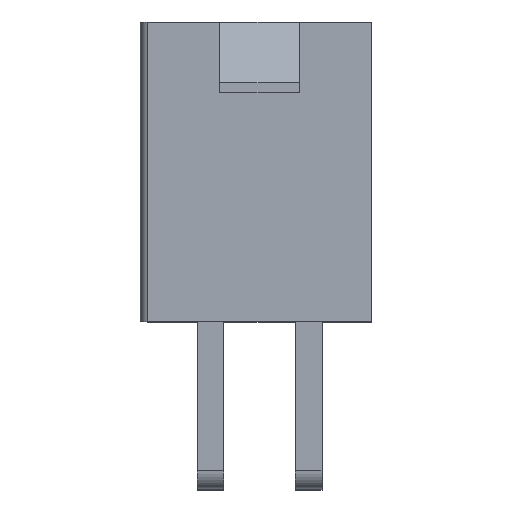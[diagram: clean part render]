
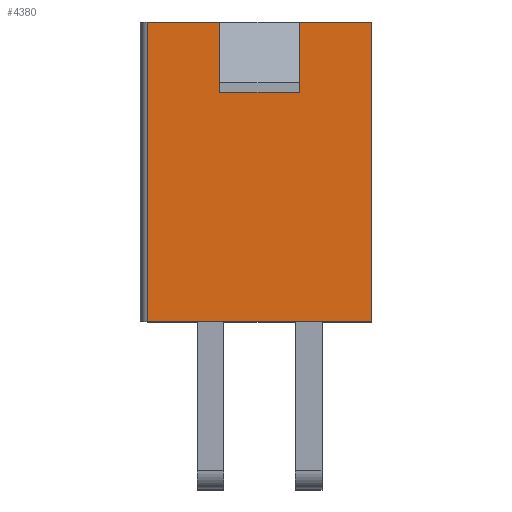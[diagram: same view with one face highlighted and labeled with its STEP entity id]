
A CAD part, top view. The second image highlights one B-rep face of the part: STEP entity #4380.
In plain terms, the highlighted planar face has unit normal (0, 0, 1).
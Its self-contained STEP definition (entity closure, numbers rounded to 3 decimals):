
#395=ORIENTED_EDGE('',*,*,#1146,.F.);
#396=ORIENTED_EDGE('',*,*,#1147,.F.);
#397=ORIENTED_EDGE('',*,*,#1150,.F.);
#398=ORIENTED_EDGE('',*,*,#1200,.F.);
#399=ORIENTED_EDGE('',*,*,#1199,.T.);
#400=ORIENTED_EDGE('',*,*,#1201,.T.);
#401=ORIENTED_EDGE('',*,*,#1194,.F.);
#402=ORIENTED_EDGE('',*,*,#1202,.F.);
#1146=EDGE_CURVE('',#1539,#1538,#1851,.T.);
#1147=EDGE_CURVE('',#1540,#1539,#1852,.T.);
#1150=EDGE_CURVE('',#1541,#1540,#1855,.T.);
#1194=EDGE_CURVE('',#1573,#1574,#1899,.T.);
#1199=EDGE_CURVE('',#1575,#1576,#1904,.T.);
#1200=EDGE_CURVE('',#1575,#1541,#1905,.T.);
#1201=EDGE_CURVE('',#1576,#1574,#1906,.T.);
#1202=EDGE_CURVE('',#1538,#1573,#1907,.T.);
#1538=VERTEX_POINT('',#5899);
#1539=VERTEX_POINT('',#5901);
#1540=VERTEX_POINT('',#5905);
#1541=VERTEX_POINT('',#5909);
#1573=VERTEX_POINT('',#5998);
#1574=VERTEX_POINT('',#6000);
#1575=VERTEX_POINT('',#6005);
#1576=VERTEX_POINT('',#6007);
#1851=LINE('',#5902,#2260);
#1852=LINE('',#5904,#2261);
#1855=LINE('',#5910,#2264);
#1899=LINE('',#5999,#2308);
#1904=LINE('',#6008,#2313);
#1905=LINE('',#6010,#2314);
#1906=LINE('',#6011,#2315);
#1907=LINE('',#6012,#2316);
#2260=VECTOR('',#4962,1000.);
#2261=VECTOR('',#4965,1000.);
#2264=VECTOR('',#4970,1000.);
#2308=VECTOR('',#5040,1000.);
#2313=VECTOR('',#5047,1000.);
#2314=VECTOR('',#5050,1000.);
#2315=VECTOR('',#5051,1000.);
#2316=VECTOR('',#5052,1000.);
#2577=EDGE_LOOP('',(#395,#396,#397,#398,#399,#400,#401,#402));
#2778=FACE_BOUND('',#2577,.T.);
#2971=PLANE('',#4567);
#4380=ADVANCED_FACE('',(#2778),#2971,.T.);
#4567=AXIS2_PLACEMENT_3D('',#6009,#5048,#5049);
#4962=DIRECTION('',(0.,-1.,0.));
#4965=DIRECTION('',(-1.,0.,0.));
#4970=DIRECTION('',(0.,1.,0.));
#5040=DIRECTION('',(0.,1.,0.));
#5047=DIRECTION('',(0.,1.,0.));
#5048=DIRECTION('',(0.,0.,1.));
#5049=DIRECTION('',(1.,0.,0.));
#5050=DIRECTION('',(-1.,0.,0.));
#5051=DIRECTION('',(-1.,0.,0.));
#5052=DIRECTION('',(-1.,0.,0.));
#5899=CARTESIAN_POINT('',(-1.7,-6.4,4.8));
#5901=CARTESIAN_POINT('',(-1.7,-3.4,4.8));
#5902=CARTESIAN_POINT('',(-1.7,-3.4,4.8));
#5904=CARTESIAN_POINT('',(1.7,-3.4,4.8));
#5905=CARTESIAN_POINT('',(1.7,-3.4,4.8));
#5909=CARTESIAN_POINT('',(1.7,-6.4,4.8));
#5910=CARTESIAN_POINT('',(1.7,-6.4,4.8));
#5998=CARTESIAN_POINT('',(-4.8,-6.4,4.8));
#5999=CARTESIAN_POINT('',(-4.8,-6.4,4.8));
#6000=CARTESIAN_POINT('',(-4.8,6.4,4.8));
#6005=CARTESIAN_POINT('',(4.8,-6.4,4.8));
#6007=CARTESIAN_POINT('',(4.8,6.4,4.8));
#6008=CARTESIAN_POINT('',(4.8,-6.4,4.8));
#6009=CARTESIAN_POINT('',(4.8,-6.4,4.8));
#6010=CARTESIAN_POINT('',(4.8,-6.4,4.8));
#6011=CARTESIAN_POINT('',(4.8,6.4,4.8));
#6012=CARTESIAN_POINT('',(4.8,-6.4,4.8));
